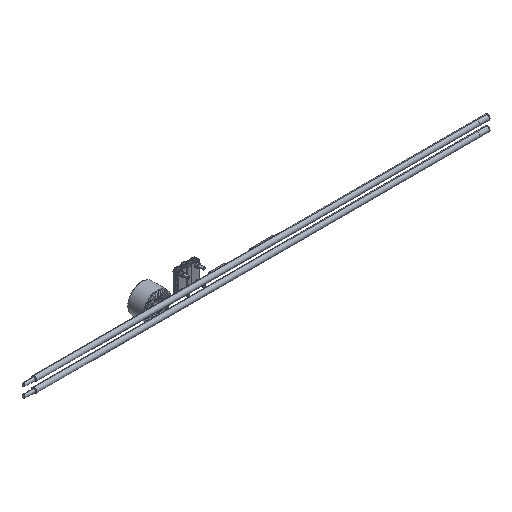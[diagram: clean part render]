
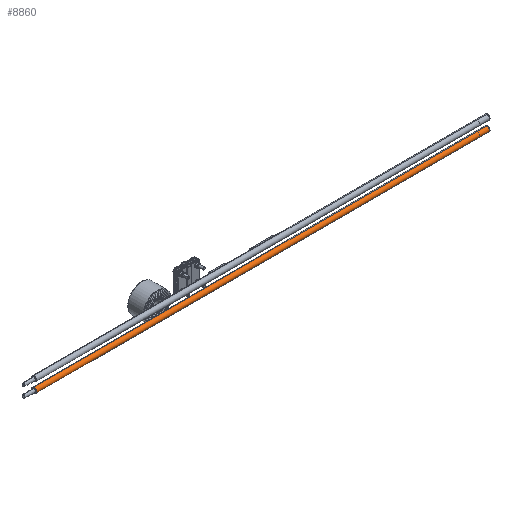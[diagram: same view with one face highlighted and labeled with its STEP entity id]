
A CAD part, isometric view. The second image highlights one B-rep face of the part: STEP entity #8860.
In plain terms, the highlighted cylindrical face has radius 8 mm (diameter 16 mm), a partial arc.
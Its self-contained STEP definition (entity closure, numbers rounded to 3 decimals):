
#199 = ORIENTED_EDGE ( 'NONE', *, *, #2189, .T. ) ;
#373 = EDGE_CURVE ( 'NONE', #1078, #4418, #8319, .T. ) ;
#574 = DIRECTION ( 'NONE',  ( 0., 0., 1. ) ) ;
#1078 = VERTEX_POINT ( 'NONE', #4063 ) ;
#1205 = VERTEX_POINT ( 'NONE', #3750 ) ;
#1382 = CARTESIAN_POINT ( 'NONE',  ( 0., 1458.6, -8. ) ) ;
#1675 = DIRECTION ( 'NONE',  ( 0., -1., 0. ) ) ;
#1979 = ORIENTED_EDGE ( 'NONE', *, *, #373, .T. ) ;
#2189 = EDGE_CURVE ( 'NONE', #1205, #3592, #4720, .T. ) ;
#2311 = EDGE_LOOP ( 'NONE', ( #2826, #199, #5224, #1979 ) ) ;
#2826 = ORIENTED_EDGE ( 'NONE', *, *, #5932, .F. ) ;
#2994 = LINE ( 'NONE', #5925, #7262 ) ;
#3099 = VECTOR ( 'NONE', #3180, 1000. ) ;
#3180 = DIRECTION ( 'NONE',  ( 0., -1., 0. ) ) ;
#3337 = CARTESIAN_POINT ( 'NONE',  ( 0., 1458.6, 0. ) ) ;
#3581 = DIRECTION ( 'NONE',  ( 0., 1., 0. ) ) ;
#3592 = VERTEX_POINT ( 'NONE', #1382 ) ;
#3750 = CARTESIAN_POINT ( 'NONE',  ( 0., 1458.6, 8. ) ) ;
#3924 = DIRECTION ( 'NONE',  ( 0., -1., 0. ) ) ;
#4063 = CARTESIAN_POINT ( 'NONE',  ( 0., 0., -8. ) ) ;
#4418 = VERTEX_POINT ( 'NONE', #7068 ) ;
#4614 = FACE_OUTER_BOUND ( 'NONE', #2311, .T. ) ;
#4621 = AXIS2_PLACEMENT_3D ( 'NONE', #6811, #3581, #574 ) ;
#4720 = CIRCLE ( 'NONE', #5343, 8. ) ;
#4764 = LINE ( 'NONE', #6023, #3099 ) ;
#5224 = ORIENTED_EDGE ( 'NONE', *, *, #6573, .T. ) ;
#5343 = AXIS2_PLACEMENT_3D ( 'NONE', #3337, #3924, #9190 ) ;
#5718 = AXIS2_PLACEMENT_3D ( 'NONE', #9076, #1675, #7611 ) ;
#5925 = CARTESIAN_POINT ( 'NONE',  ( 0., 1495., -8. ) ) ;
#5932 = EDGE_CURVE ( 'NONE', #1205, #4418, #4764, .T. ) ;
#6023 = CARTESIAN_POINT ( 'NONE',  ( 0., 1495., 8. ) ) ;
#6573 = EDGE_CURVE ( 'NONE', #3592, #1078, #2994, .T. ) ;
#6608 = CYLINDRICAL_SURFACE ( 'NONE', #5718, 8. ) ;
#6811 = CARTESIAN_POINT ( 'NONE',  ( 0., 0., 0. ) ) ;
#7068 = CARTESIAN_POINT ( 'NONE',  ( 0., 0., 8. ) ) ;
#7262 = VECTOR ( 'NONE', #8851, 1000. ) ;
#7611 = DIRECTION ( 'NONE',  ( 0., 0., -1. ) ) ;
#8319 = CIRCLE ( 'NONE', #4621, 8. ) ;
#8851 = DIRECTION ( 'NONE',  ( 0., -1., 0. ) ) ;
#8860 = ADVANCED_FACE ( 'NONE', ( #4614 ), #6608, .T. ) ;
#9076 = CARTESIAN_POINT ( 'NONE',  ( 0., 1495., 0. ) ) ;
#9190 = DIRECTION ( 'NONE',  ( 0., 0., 1. ) ) ;
